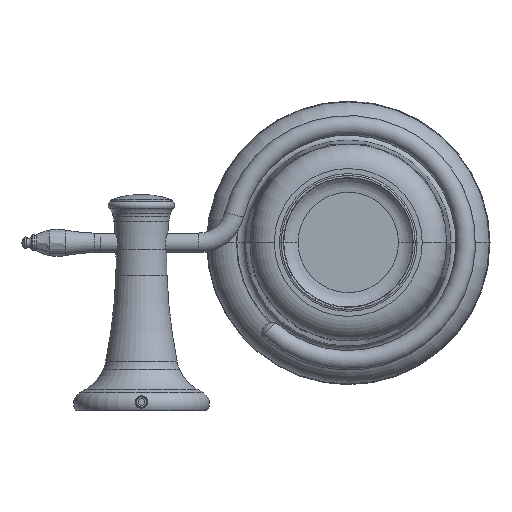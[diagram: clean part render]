
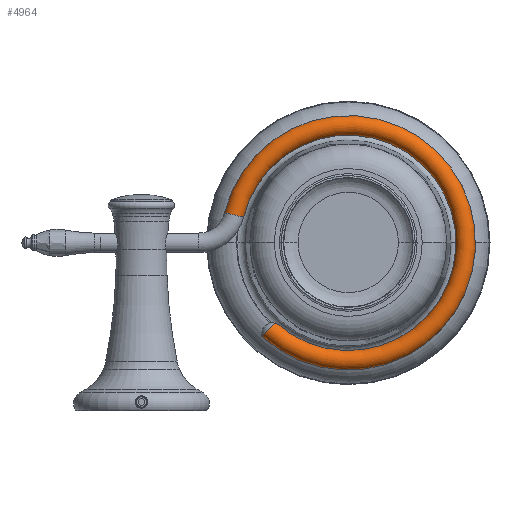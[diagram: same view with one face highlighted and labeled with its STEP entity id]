
A CAD part, top view. The second image highlights one B-rep face of the part: STEP entity #4964.
In plain terms, the highlighted toroidal (fillet/blend) face has major radius 48 mm and minor radius 4 mm.
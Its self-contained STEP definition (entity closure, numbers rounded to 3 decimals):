
#4678=CARTESIAN_POINT('',(0.,0.,0.));
#4679=DIRECTION('',(0.,0.,1.));
#4680=DIRECTION('',(-0.971,-0.238,0.));
#4681=AXIS2_PLACEMENT_3D('',#4678,#4679,#4680);
#4693=CARTESIAN_POINT('',(-29.618,32.539,0.));
#4694=CARTESIAN_POINT('',(-29.618,32.539,
-0.349));
#4695=CARTESIAN_POINT('',(-29.683,32.602,-1.051));
#4696=CARTESIAN_POINT('',(-29.988,32.896,
-2.057));
#4697=CARTESIAN_POINT('',(-30.46,33.351,
-2.887));
#4698=CARTESIAN_POINT('',(-31.052,33.923,
-3.509));
#4699=CARTESIAN_POINT('',(-31.755,34.604,
-3.912));
#4700=CARTESIAN_POINT('',(-32.506,35.334,
-4.045));
#4701=CARTESIAN_POINT('',(-33.249,36.058,
-3.907));
#4702=CARTESIAN_POINT('',(-33.947,36.739,
-3.504));
#4703=CARTESIAN_POINT('',(-34.537,37.315,
-2.874));
#4704=CARTESIAN_POINT('',(-34.998,37.766,
-2.05));
#4705=CARTESIAN_POINT('',(-35.299,38.06,
-1.05));
#4706=CARTESIAN_POINT('',(-35.364,38.124,
-0.349));
#4707=CARTESIAN_POINT('',(-35.364,38.124,0.));
#4709=CARTESIAN_POINT('',(-46.62,-11.429,0.));
#4710=DIRECTION('',(0.238,-0.971,0.));
#4711=DIRECTION('',(-0.971,-0.238,0.));
#4712=AXIS2_PLACEMENT_3D('',#4709,#4710,#4711);
#4714=CARTESIAN_POINT('',(0.,0.,0.));
#4715=DIRECTION('',(0.,0.,1.));
#4716=DIRECTION('',(-0.971,-0.238,0.));
#4717=AXIS2_PLACEMENT_3D('',#4714,#4715,#4716);
#4741=CARTESIAN_POINT('',(-42.735,-10.476,0.));
#4742=CARTESIAN_POINT('',(-50.505,-12.381,0.));
#4743=VERTEX_POINT('',#4741);
#4744=VERTEX_POINT('',#4742);
#4745=CARTESIAN_POINT('',(-29.618,32.539,0.));
#4747=VERTEX_POINT('',#4745);
#4749=CARTESIAN_POINT('',(-35.364,38.124,0.));
#4750=VERTEX_POINT('',#4749);
#4953=CARTESIAN_POINT('',(0.,0.,0.));
#4954=DIRECTION('',(0.,0.,1.));
#4955=DIRECTION('',(0.971,0.238,0.));
#4956=AXIS2_PLACEMENT_3D('',#4953,#4954,#4955);
#4957=TOROIDAL_SURFACE('',#4956,48.,4.);
#4958=ORIENTED_EDGE('',*,*,#4947,.F.);
#4959=ORIENTED_EDGE('',*,*,#4923,.F.);
#4960=ORIENTED_EDGE('',*,*,#4893,.F.);
#4961=ORIENTED_EDGE('',*,*,#4920,.T.);
#4962=EDGE_LOOP('',(#4958,#4959,#4960,#4961));
#4963=FACE_OUTER_BOUND('',#4962,.F.);
#4682=CIRCLE('',#4681,44.);
#4708=B_SPLINE_CURVE_WITH_KNOTS('',3,(#4693,#4694,#4695,#4696,#4697,#4698,#4699,
#4700,#4701,#4702,#4703,#4704,#4705,#4706,#4707),.UNSPECIFIED.,.F.,.F.,(4,1,1,1,
1,1,1,1,1,1,1,1,4),(0.,0.083,0.167,0.25,
0.333,0.417,0.5,0.583,0.667,
0.75,0.833,0.917,1.),.UNSPECIFIED.);
#4713=CIRCLE('',#4712,4.);
#4718=CIRCLE('',#4717,52.);
#4893=EDGE_CURVE('',#4744,#4743,#4713,.T.);
#4920=EDGE_CURVE('',#4744,#4750,#4718,.T.);
#4923=EDGE_CURVE('',#4743,#4747,#4682,.T.);
#4947=EDGE_CURVE('',#4747,#4750,#4708,.T.);
#4964=ADVANCED_FACE('',(#4963),#4957,.T.);
